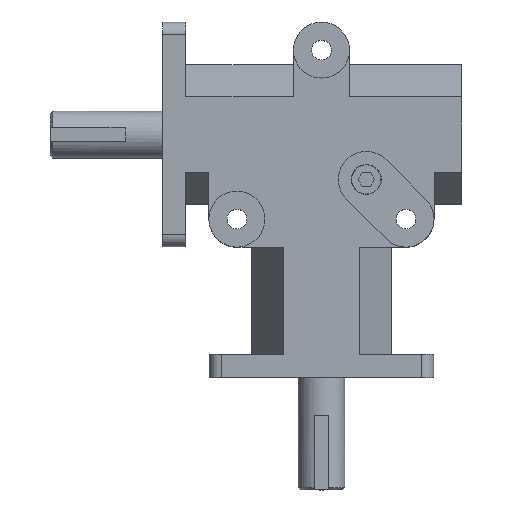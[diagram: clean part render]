
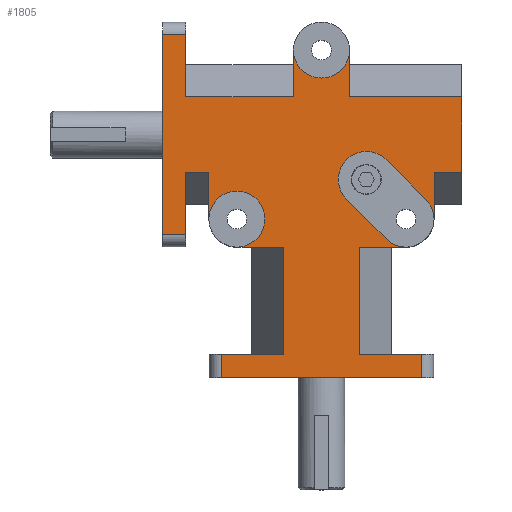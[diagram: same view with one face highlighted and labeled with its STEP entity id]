
A CAD part, top view. The second image highlights one B-rep face of the part: STEP entity #1805.
In plain terms, the highlighted planar face has unit normal (0, 0, 1).
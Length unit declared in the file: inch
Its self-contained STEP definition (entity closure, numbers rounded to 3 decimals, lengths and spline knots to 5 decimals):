
#27=VECTOR('',#2000,1.);
#32=VECTOR('',#2021,1.);
#37=VECTOR('',#2040,1.);
#39=VECTOR('',#2048,1.);
#42=VECTOR('',#2066,1.);
#50=VECTOR('',#2079,1.);
#52=VECTOR('',#2082,1.);
#53=VECTOR('',#2083,1.);
#54=VECTOR('',#2084,1.);
#55=VECTOR('',#2087,1.);
#56=VECTOR('',#2090,1.);
#57=VECTOR('',#2093,1.);
#58=VECTOR('',#2094,1.);
#59=VECTOR('',#2095,1.);
#60=VECTOR('',#2096,1.);
#61=VECTOR('',#2097,1.);
#62=VECTOR('',#2100,1.);
#63=VECTOR('',#2101,1.);
#64=VECTOR('',#2102,1.);
#65=VECTOR('',#2103,1.);
#66=VECTOR('',#2104,1.);
#67=VECTOR('',#2105,1.);
#68=VECTOR('',#2108,1.);
#69=VECTOR('',#2109,1.);
#70=VECTOR('',#2110,1.);
#189=LINE('',#2466,#27);
#194=LINE('',#2489,#32);
#199=LINE('',#2511,#37);
#201=LINE('',#2520,#39);
#204=LINE('',#2539,#42);
#212=LINE('',#2556,#50);
#214=LINE('',#2559,#52);
#215=LINE('',#2561,#53);
#216=LINE('',#2563,#54);
#217=LINE('',#2567,#55);
#218=LINE('',#2571,#56);
#219=LINE('',#2575,#57);
#220=LINE('',#2577,#58);
#221=LINE('',#2579,#59);
#222=LINE('',#2581,#60);
#223=LINE('',#2583,#61);
#224=LINE('',#2587,#62);
#225=LINE('',#2589,#63);
#226=LINE('',#2591,#64);
#227=LINE('',#2592,#65);
#228=LINE('',#2593,#66);
#229=LINE('',#2595,#67);
#230=LINE('',#2599,#68);
#231=LINE('',#2601,#69);
#232=LINE('',#2603,#70);
#361=PLANE('',#3018);
#441=VERTEX_POINT('',#2460);
#444=VERTEX_POINT('',#2465);
#454=VERTEX_POINT('',#2488);
#455=VERTEX_POINT('',#2490);
#461=VERTEX_POINT('',#2505);
#464=VERTEX_POINT('',#2510);
#465=VERTEX_POINT('',#2514);
#468=VERTEX_POINT('',#2519);
#482=VERTEX_POINT('',#2555);
#483=VERTEX_POINT('',#2560);
#484=VERTEX_POINT('',#2562);
#485=VERTEX_POINT('',#2564);
#486=VERTEX_POINT('',#2566);
#487=VERTEX_POINT('',#2568);
#488=VERTEX_POINT('',#2570);
#489=VERTEX_POINT('',#2572);
#490=VERTEX_POINT('',#2574);
#491=VERTEX_POINT('',#2576);
#492=VERTEX_POINT('',#2578);
#493=VERTEX_POINT('',#2580);
#494=VERTEX_POINT('',#2582);
#495=VERTEX_POINT('',#2584);
#496=VERTEX_POINT('',#2586);
#497=VERTEX_POINT('',#2588);
#498=VERTEX_POINT('',#2590);
#499=VERTEX_POINT('',#2594);
#500=VERTEX_POINT('',#2596);
#501=VERTEX_POINT('',#2598);
#502=VERTEX_POINT('',#2600);
#503=VERTEX_POINT('',#2602);
#645=CIRCLE('',#3019,0.375);
#646=CIRCLE('',#3020,0.375);
#647=CIRCLE('',#3021,0.375);
#648=CIRCLE('',#3022,0.375);
#649=CIRCLE('',#3023,0.375);
#708=EDGE_CURVE('',#444,#441,#189,.T.);
#718=EDGE_CURVE('',#454,#455,#194,.T.);
#728=EDGE_CURVE('',#464,#461,#199,.T.);
#732=EDGE_CURVE('',#468,#465,#201,.T.);
#741=EDGE_CURVE('',#441,#454,#204,.T.);
#751=EDGE_CURVE('',#482,#464,#212,.T.);
#753=EDGE_CURVE('',#483,#444,#214,.T.);
#754=EDGE_CURVE('',#484,#483,#215,.T.);
#755=EDGE_CURVE('',#485,#484,#216,.T.);
#756=EDGE_CURVE('',#485,#486,#645,.T.);
#757=EDGE_CURVE('',#486,#487,#217,.T.);
#758=EDGE_CURVE('',#487,#488,#646,.T.);
#759=EDGE_CURVE('',#488,#489,#218,.T.);
#760=EDGE_CURVE('',#489,#490,#647,.T.);
#761=EDGE_CURVE('',#491,#490,#219,.T.);
#762=EDGE_CURVE('',#492,#491,#220,.T.);
#763=EDGE_CURVE('',#492,#493,#221,.T.);
#764=EDGE_CURVE('',#494,#493,#222,.T.);
#765=EDGE_CURVE('',#495,#494,#223,.T.);
#766=EDGE_CURVE('',#495,#496,#648,.T.);
#767=EDGE_CURVE('',#497,#496,#224,.T.);
#768=EDGE_CURVE('',#498,#497,#225,.T.);
#769=EDGE_CURVE('',#465,#498,#226,.T.);
#770=EDGE_CURVE('',#461,#468,#227,.T.);
#771=EDGE_CURVE('',#499,#482,#228,.T.);
#772=EDGE_CURVE('',#500,#499,#229,.T.);
#773=EDGE_CURVE('',#500,#501,#649,.T.);
#774=EDGE_CURVE('',#502,#501,#230,.T.);
#775=EDGE_CURVE('',#503,#502,#231,.T.);
#776=EDGE_CURVE('',#455,#503,#232,.T.);
#1023=ORIENTED_EDGE('',*,*,#708,.F.);
#1024=ORIENTED_EDGE('',*,*,#753,.F.);
#1025=ORIENTED_EDGE('',*,*,#754,.F.);
#1026=ORIENTED_EDGE('',*,*,#755,.F.);
#1027=ORIENTED_EDGE('',*,*,#756,.T.);
#1028=ORIENTED_EDGE('',*,*,#757,.T.);
#1029=ORIENTED_EDGE('',*,*,#758,.T.);
#1030=ORIENTED_EDGE('',*,*,#759,.T.);
#1031=ORIENTED_EDGE('',*,*,#760,.T.);
#1032=ORIENTED_EDGE('',*,*,#761,.F.);
#1033=ORIENTED_EDGE('',*,*,#762,.F.);
#1034=ORIENTED_EDGE('',*,*,#763,.T.);
#1035=ORIENTED_EDGE('',*,*,#764,.F.);
#1036=ORIENTED_EDGE('',*,*,#765,.F.);
#1037=ORIENTED_EDGE('',*,*,#766,.T.);
#1038=ORIENTED_EDGE('',*,*,#767,.F.);
#1039=ORIENTED_EDGE('',*,*,#768,.F.);
#1040=ORIENTED_EDGE('',*,*,#769,.F.);
#1041=ORIENTED_EDGE('',*,*,#732,.F.);
#1042=ORIENTED_EDGE('',*,*,#770,.F.);
#1043=ORIENTED_EDGE('',*,*,#728,.F.);
#1044=ORIENTED_EDGE('',*,*,#751,.F.);
#1045=ORIENTED_EDGE('',*,*,#771,.F.);
#1046=ORIENTED_EDGE('',*,*,#772,.F.);
#1047=ORIENTED_EDGE('',*,*,#773,.T.);
#1048=ORIENTED_EDGE('',*,*,#774,.F.);
#1049=ORIENTED_EDGE('',*,*,#775,.F.);
#1050=ORIENTED_EDGE('',*,*,#776,.F.);
#1051=ORIENTED_EDGE('',*,*,#718,.F.);
#1052=ORIENTED_EDGE('',*,*,#741,.F.);
#1481=EDGE_LOOP('',(#1023,#1024,#1025,#1026,#1027,#1028,#1029,#1030,#1031,
#1032,#1033,#1034,#1035,#1036,#1037,#1038,#1039,#1040,#1041,#1042,#1043,
#1044,#1045,#1046,#1047,#1048,#1049,#1050,#1051,#1052));
#1655=FACE_BOUND('',#1481,.T.);
#1805=ADVANCED_FACE('',(#1655),#361,.T.);
#2000=DIRECTION('',(0.,-1.,0.));
#2021=DIRECTION('',(0.,1.,0.));
#2040=DIRECTION('',(-1.,0.,0.));
#2048=DIRECTION('',(1.,0.,0.));
#2066=DIRECTION('',(-1.,0.,0.));
#2079=DIRECTION('',(0.,-1.,0.));
#2081=DIRECTION('',(0.,0.,1.));
#2082=DIRECTION('',(1.,0.,0.));
#2083=DIRECTION('',(0.,-1.,0.));
#2084=DIRECTION('',(-1.,0.,0.));
#2085=DIRECTION('',(0.,0.,-1.));
#2086=DIRECTION('',(0.375,0.,0.));
#2087=DIRECTION('',(-0.707,0.707,0.));
#2088=DIRECTION('',(0.,0.,-1.));
#2089=DIRECTION('',(0.375,0.,0.));
#2090=DIRECTION('',(0.707,-0.707,0.));
#2091=DIRECTION('',(0.,0.,-1.));
#2092=DIRECTION('',(0.375,0.,0.));
#2093=DIRECTION('',(0.,-1.,0.));
#2094=DIRECTION('',(-1.,0.,0.));
#2095=DIRECTION('',(0.,1.,0.));
#2096=DIRECTION('',(1.,0.,0.));
#2097=DIRECTION('',(0.,-1.,0.));
#2098=DIRECTION('',(0.,0.,-1.));
#2099=DIRECTION('',(0.375,0.,0.));
#2100=DIRECTION('',(0.,1.,0.));
#2101=DIRECTION('',(1.,0.,0.));
#2102=DIRECTION('',(0.,-1.,0.));
#2103=DIRECTION('',(0.,1.,0.));
#2104=DIRECTION('',(-1.,0.,0.));
#2105=DIRECTION('',(0.,1.,0.));
#2106=DIRECTION('',(0.,0.,-1.));
#2107=DIRECTION('',(0.375,0.,0.));
#2108=DIRECTION('',(-1.,0.,0.));
#2109=DIRECTION('',(0.,1.,0.));
#2110=DIRECTION('',(1.,0.,0.));
#2460=CARTESIAN_POINT('',(1.34,0.,1.));
#2465=CARTESIAN_POINT('',(1.34,0.31,1.));
#2466=CARTESIAN_POINT('',(1.34,1.21371,1.));
#2488=CARTESIAN_POINT('',(-1.34,0.,1.));
#2489=CARTESIAN_POINT('',(-1.34,1.36871,1.));
#2490=CARTESIAN_POINT('',(-1.34,0.31,1.));
#2505=CARTESIAN_POINT('',(-2.125,1.91,1.));
#2510=CARTESIAN_POINT('',(-1.815,1.91,1.));
#2511=CARTESIAN_POINT('',(-1.0625,1.91,1.));
#2514=CARTESIAN_POINT('',(-1.815,4.59,1.));
#2519=CARTESIAN_POINT('',(-2.125,4.59,1.));
#2520=CARTESIAN_POINT('',(-0.9075,4.59,1.));
#2539=CARTESIAN_POINT('',(-1.5,0.,1.));
#2555=CARTESIAN_POINT('',(-1.815,2.74551,1.));
#2556=CARTESIAN_POINT('',(-1.815,1.75,1.));
#2558=CARTESIAN_POINT('',(0.,2.42743,1.));
#2559=CARTESIAN_POINT('',(0.9375,0.31,1.));
#2560=CARTESIAN_POINT('',(0.50449,0.31,1.));
#2561=CARTESIAN_POINT('',(0.50449,1.36871,1.));
#2562=CARTESIAN_POINT('',(0.50449,1.745,1.));
#2563=CARTESIAN_POINT('',(0.46875,1.745,1.));
#2564=CARTESIAN_POINT('',(1.13,1.745,1.));
#2565=CARTESIAN_POINT('',(1.13,2.12,1.));
#2566=CARTESIAN_POINT('',(0.86483,1.85483,1.));
#2567=CARTESIAN_POINT('',(0.50548,2.21419,1.));
#2568=CARTESIAN_POINT('',(0.33483,2.38483,1.));
#2569=CARTESIAN_POINT('',(0.6,2.65,1.));
#2570=CARTESIAN_POINT('',(0.86517,2.91517,1.));
#2571=CARTESIAN_POINT('',(0.77081,3.00952,1.));
#2572=CARTESIAN_POINT('',(1.39517,2.38517,1.));
#2573=CARTESIAN_POINT('',(1.13,2.12,1.));
#2574=CARTESIAN_POINT('',(1.505,2.12,1.));
#2575=CARTESIAN_POINT('',(1.505,2.12,1.));
#2576=CARTESIAN_POINT('',(1.505,2.74551,1.));
#2577=CARTESIAN_POINT('',(0.7525,2.74551,1.));
#2578=CARTESIAN_POINT('',(1.875,2.74551,1.));
#2579=CARTESIAN_POINT('',(1.875,0.30768,1.));
#2580=CARTESIAN_POINT('',(1.875,3.75449,1.));
#2581=CARTESIAN_POINT('',(0.9075,3.75449,1.));
#2582=CARTESIAN_POINT('',(0.375,3.75449,1.));
#2583=CARTESIAN_POINT('',(0.375,3.30746,1.));
#2584=CARTESIAN_POINT('',(0.375,4.38,1.));
#2585=CARTESIAN_POINT('',(0.,4.38,1.));
#2586=CARTESIAN_POINT('',(-0.375,4.38,1.));
#2587=CARTESIAN_POINT('',(-0.375,4.1875,1.));
#2588=CARTESIAN_POINT('',(-0.375,3.75449,1.));
#2589=CARTESIAN_POINT('',(-0.1875,3.75449,1.));
#2590=CARTESIAN_POINT('',(-1.815,3.75449,1.));
#2591=CARTESIAN_POINT('',(-1.815,3.30746,1.));
#2592=CARTESIAN_POINT('',(-2.125,1.75,1.));
#2593=CARTESIAN_POINT('',(-0.9075,2.74551,1.));
#2594=CARTESIAN_POINT('',(-1.505,2.74551,1.));
#2595=CARTESIAN_POINT('',(-1.505,2.36996,1.));
#2596=CARTESIAN_POINT('',(-1.505,2.12,1.));
#2597=CARTESIAN_POINT('',(-1.13,2.12,1.));
#2598=CARTESIAN_POINT('',(-1.13,1.745,1.));
#2599=CARTESIAN_POINT('',(-0.9375,1.745,1.));
#2600=CARTESIAN_POINT('',(-0.50449,1.745,1.));
#2601=CARTESIAN_POINT('',(-0.50449,2.08621,1.));
#2602=CARTESIAN_POINT('',(-0.50449,0.31,1.));
#2603=CARTESIAN_POINT('',(-0.46875,0.31,1.));
#3018=AXIS2_PLACEMENT_3D('',#2558,#2081,$);
#3019=AXIS2_PLACEMENT_3D('',#2565,#2085,#2086);
#3020=AXIS2_PLACEMENT_3D('',#2569,#2088,#2089);
#3021=AXIS2_PLACEMENT_3D('',#2573,#2091,#2092);
#3022=AXIS2_PLACEMENT_3D('',#2585,#2098,#2099);
#3023=AXIS2_PLACEMENT_3D('',#2597,#2106,#2107);
